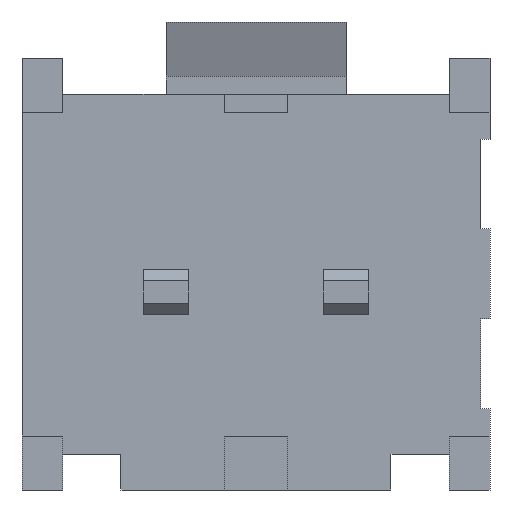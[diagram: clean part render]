
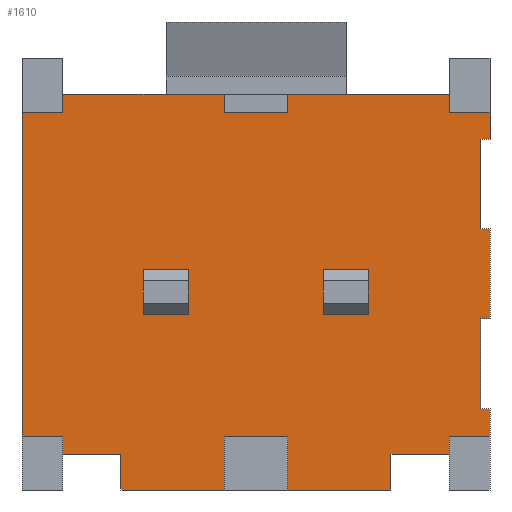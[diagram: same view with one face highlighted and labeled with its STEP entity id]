
A CAD part, front view. The second image highlights one B-rep face of the part: STEP entity #1610.
In plain terms, the highlighted planar face has unit normal (0, -1, 0).
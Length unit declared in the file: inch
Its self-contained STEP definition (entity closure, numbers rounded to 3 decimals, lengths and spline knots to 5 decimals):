
#34=FACE_OUTER_BOUND('',#117,.T.);
#117=EDGE_LOOP('',(#1077,#1078,#1079,#1080,#1081,#1082,#1083,#1084,#1085,
#1086,#1087,#1088,#1089,#1090,#1091,#1092,#1093,#1094,#1095,#1096,#1097,
#1098,#1099,#1100,#1101,#1102,#1103,#1104,#1105,#1106,#1107,#1108));
#198=LINE('',#2252,#432);
#199=LINE('',#2255,#433);
#205=LINE('',#2267,#439);
#206=LINE('',#2270,#440);
#210=LINE('',#2278,#444);
#213=LINE('',#2284,#447);
#215=LINE('',#2287,#449);
#216=LINE('',#2289,#450);
#217=LINE('',#2291,#451);
#218=LINE('',#2293,#452);
#219=LINE('',#2295,#453);
#220=LINE('',#2297,#454);
#221=LINE('',#2299,#455);
#222=LINE('',#2301,#456);
#223=LINE('',#2303,#457);
#224=LINE('',#2305,#458);
#225=LINE('',#2307,#459);
#226=LINE('',#2309,#460);
#227=LINE('',#2311,#461);
#228=LINE('',#2313,#462);
#229=LINE('',#2315,#463);
#230=LINE('',#2317,#464);
#231=LINE('',#2319,#465);
#232=LINE('',#2321,#466);
#233=LINE('',#2323,#467);
#234=LINE('',#2325,#468);
#235=LINE('',#2327,#469);
#236=LINE('',#2329,#470);
#237=LINE('',#2331,#471);
#238=LINE('',#2333,#472);
#239=LINE('',#2335,#473);
#240=LINE('',#2336,#474);
#432=VECTOR('',#1841,0.3937);
#433=VECTOR('',#1844,0.3937);
#439=VECTOR('',#1852,0.3937);
#440=VECTOR('',#1855,0.3937);
#444=VECTOR('',#1861,0.3937);
#447=VECTOR('',#1866,0.3937);
#449=VECTOR('',#1870,0.3937);
#450=VECTOR('',#1871,0.3937);
#451=VECTOR('',#1872,0.3937);
#452=VECTOR('',#1873,0.3937);
#453=VECTOR('',#1874,0.3937);
#454=VECTOR('',#1875,0.3937);
#455=VECTOR('',#1876,0.3937);
#456=VECTOR('',#1877,0.3937);
#457=VECTOR('',#1878,0.3937);
#458=VECTOR('',#1879,0.3937);
#459=VECTOR('',#1880,0.3937);
#460=VECTOR('',#1881,0.3937);
#461=VECTOR('',#1882,0.3937);
#462=VECTOR('',#1883,0.3937);
#463=VECTOR('',#1884,0.3937);
#464=VECTOR('',#1885,0.3937);
#465=VECTOR('',#1886,0.3937);
#466=VECTOR('',#1887,0.3937);
#467=VECTOR('',#1888,0.3937);
#468=VECTOR('',#1889,0.3937);
#469=VECTOR('',#1890,0.3937);
#470=VECTOR('',#1891,0.3937);
#471=VECTOR('',#1892,0.3937);
#472=VECTOR('',#1893,0.3937);
#473=VECTOR('',#1894,0.3937);
#474=VECTOR('',#1895,0.3937);
#664=VERTEX_POINT('',#2246);
#666=VERTEX_POINT('',#2250);
#667=VERTEX_POINT('',#2254);
#670=VERTEX_POINT('',#2261);
#672=VERTEX_POINT('',#2265);
#673=VERTEX_POINT('',#2269);
#675=VERTEX_POINT('',#2275);
#677=VERTEX_POINT('',#2281);
#679=VERTEX_POINT('',#2288);
#680=VERTEX_POINT('',#2290);
#681=VERTEX_POINT('',#2292);
#682=VERTEX_POINT('',#2294);
#683=VERTEX_POINT('',#2296);
#684=VERTEX_POINT('',#2298);
#685=VERTEX_POINT('',#2300);
#686=VERTEX_POINT('',#2302);
#687=VERTEX_POINT('',#2304);
#688=VERTEX_POINT('',#2306);
#689=VERTEX_POINT('',#2308);
#690=VERTEX_POINT('',#2310);
#691=VERTEX_POINT('',#2312);
#692=VERTEX_POINT('',#2314);
#693=VERTEX_POINT('',#2316);
#694=VERTEX_POINT('',#2318);
#695=VERTEX_POINT('',#2320);
#696=VERTEX_POINT('',#2322);
#697=VERTEX_POINT('',#2324);
#698=VERTEX_POINT('',#2326);
#699=VERTEX_POINT('',#2328);
#700=VERTEX_POINT('',#2330);
#701=VERTEX_POINT('',#2332);
#702=VERTEX_POINT('',#2334);
#822=EDGE_CURVE('',#664,#666,#198,.T.);
#823=EDGE_CURVE('',#666,#667,#199,.T.);
#829=EDGE_CURVE('',#670,#672,#205,.T.);
#830=EDGE_CURVE('',#672,#673,#206,.T.);
#834=EDGE_CURVE('',#667,#675,#210,.T.);
#837=EDGE_CURVE('',#673,#677,#213,.T.);
#839=EDGE_CURVE('',#670,#675,#215,.T.);
#840=EDGE_CURVE('',#679,#677,#216,.T.);
#841=EDGE_CURVE('',#680,#679,#217,.T.);
#842=EDGE_CURVE('',#680,#681,#218,.T.);
#843=EDGE_CURVE('',#681,#682,#219,.T.);
#844=EDGE_CURVE('',#682,#683,#220,.T.);
#845=EDGE_CURVE('',#684,#683,#221,.T.);
#846=EDGE_CURVE('',#684,#685,#222,.T.);
#847=EDGE_CURVE('',#685,#686,#223,.T.);
#848=EDGE_CURVE('',#686,#687,#224,.T.);
#849=EDGE_CURVE('',#688,#687,#225,.T.);
#850=EDGE_CURVE('',#689,#688,#226,.T.);
#851=EDGE_CURVE('',#689,#690,#227,.T.);
#852=EDGE_CURVE('',#690,#691,#228,.T.);
#853=EDGE_CURVE('',#691,#692,#229,.T.);
#854=EDGE_CURVE('',#692,#693,#230,.T.);
#855=EDGE_CURVE('',#694,#693,#231,.T.);
#856=EDGE_CURVE('',#694,#695,#232,.T.);
#857=EDGE_CURVE('',#695,#696,#233,.T.);
#858=EDGE_CURVE('',#696,#697,#234,.T.);
#859=EDGE_CURVE('',#698,#697,#235,.T.);
#860=EDGE_CURVE('',#698,#699,#236,.T.);
#861=EDGE_CURVE('',#699,#700,#237,.T.);
#862=EDGE_CURVE('',#700,#701,#238,.T.);
#863=EDGE_CURVE('',#701,#702,#239,.T.);
#864=EDGE_CURVE('',#664,#702,#240,.T.);
#1077=ORIENTED_EDGE('',*,*,#822,.T.);
#1078=ORIENTED_EDGE('',*,*,#823,.T.);
#1079=ORIENTED_EDGE('',*,*,#834,.T.);
#1080=ORIENTED_EDGE('',*,*,#839,.F.);
#1081=ORIENTED_EDGE('',*,*,#829,.T.);
#1082=ORIENTED_EDGE('',*,*,#830,.T.);
#1083=ORIENTED_EDGE('',*,*,#837,.T.);
#1084=ORIENTED_EDGE('',*,*,#840,.F.);
#1085=ORIENTED_EDGE('',*,*,#841,.F.);
#1086=ORIENTED_EDGE('',*,*,#842,.T.);
#1087=ORIENTED_EDGE('',*,*,#843,.T.);
#1088=ORIENTED_EDGE('',*,*,#844,.T.);
#1089=ORIENTED_EDGE('',*,*,#845,.F.);
#1090=ORIENTED_EDGE('',*,*,#846,.T.);
#1091=ORIENTED_EDGE('',*,*,#847,.T.);
#1092=ORIENTED_EDGE('',*,*,#848,.T.);
#1093=ORIENTED_EDGE('',*,*,#849,.F.);
#1094=ORIENTED_EDGE('',*,*,#850,.F.);
#1095=ORIENTED_EDGE('',*,*,#851,.T.);
#1096=ORIENTED_EDGE('',*,*,#852,.T.);
#1097=ORIENTED_EDGE('',*,*,#853,.T.);
#1098=ORIENTED_EDGE('',*,*,#854,.T.);
#1099=ORIENTED_EDGE('',*,*,#855,.F.);
#1100=ORIENTED_EDGE('',*,*,#856,.T.);
#1101=ORIENTED_EDGE('',*,*,#857,.T.);
#1102=ORIENTED_EDGE('',*,*,#858,.T.);
#1103=ORIENTED_EDGE('',*,*,#859,.F.);
#1104=ORIENTED_EDGE('',*,*,#860,.T.);
#1105=ORIENTED_EDGE('',*,*,#861,.T.);
#1106=ORIENTED_EDGE('',*,*,#862,.T.);
#1107=ORIENTED_EDGE('',*,*,#863,.T.);
#1108=ORIENTED_EDGE('',*,*,#864,.F.);
#1527=PLANE('',#1752);
#1610=ADVANCED_FACE('',(#34),#1527,.T.);
#1752=AXIS2_PLACEMENT_3D('',#2286,#1868,#1869);
#1841=DIRECTION('',(-1.,0.,0.));
#1844=DIRECTION('',(0.,0.,1.));
#1852=DIRECTION('',(-1.,0.,0.));
#1855=DIRECTION('',(0.,0.,1.));
#1861=DIRECTION('',(1.,0.,0.));
#1866=DIRECTION('',(1.,0.,0.));
#1868=DIRECTION('center_axis',(0.,-1.,0.));
#1869=DIRECTION('ref_axis',(0.,0.,-1.));
#1870=DIRECTION('',(0.,0.,-1.));
#1871=DIRECTION('',(0.,0.,-1.));
#1872=DIRECTION('',(1.,0.,0.));
#1873=DIRECTION('',(0.,0.,1.));
#1874=DIRECTION('',(-1.,0.,0.));
#1875=DIRECTION('',(0.,0.,-1.));
#1876=DIRECTION('',(1.,0.,0.));
#1877=DIRECTION('',(0.,0.,1.));
#1878=DIRECTION('',(-1.,0.,0.));
#1879=DIRECTION('',(0.,0.,-1.));
#1880=DIRECTION('',(1.,0.,0.));
#1881=DIRECTION('',(0.,0.,1.));
#1882=DIRECTION('',(1.,0.,0.));
#1883=DIRECTION('',(0.,0.,-1.));
#1884=DIRECTION('',(1.,0.,0.));
#1885=DIRECTION('',(0.,0.,-1.));
#1886=DIRECTION('',(-1.,0.,0.));
#1887=DIRECTION('',(0.,0.,1.));
#1888=DIRECTION('',(1.,0.,0.));
#1889=DIRECTION('',(0.,0.,-1.));
#1890=DIRECTION('',(-1.,0.,0.));
#1891=DIRECTION('',(0.,0.,1.));
#1892=DIRECTION('',(1.,0.,0.));
#1893=DIRECTION('',(0.,0.,1.));
#1894=DIRECTION('',(1.,0.,0.));
#1895=DIRECTION('',(0.,0.,-1.));
#2246=CARTESIAN_POINT('',(0.13,0.02,-0.075));
#2250=CARTESIAN_POINT('',(0.125,0.02,-0.075));
#2252=CARTESIAN_POINT('',(0.07,0.02,-0.075));
#2254=CARTESIAN_POINT('',(0.125,0.02,-0.025));
#2255=CARTESIAN_POINT('',(0.125,0.02,0.0075));
#2261=CARTESIAN_POINT('',(0.13,0.02,0.025));
#2265=CARTESIAN_POINT('',(0.125,0.02,0.025));
#2267=CARTESIAN_POINT('',(0.0675,0.02,0.025));
#2269=CARTESIAN_POINT('',(0.125,0.02,0.075));
#2270=CARTESIAN_POINT('',(0.125,0.02,0.0575));
#2275=CARTESIAN_POINT('',(0.13,0.02,-0.025));
#2278=CARTESIAN_POINT('',(0.0625,0.02,-0.025));
#2281=CARTESIAN_POINT('',(0.13,0.02,0.075));
#2284=CARTESIAN_POINT('',(0.0625,0.02,0.075));
#2286=CARTESIAN_POINT('Origin',(0.,0.02,0.09));
#2287=CARTESIAN_POINT('',(0.13,0.02,0.09));
#2288=CARTESIAN_POINT('',(0.13,0.02,0.09));
#2289=CARTESIAN_POINT('',(0.13,0.02,0.09));
#2290=CARTESIAN_POINT('',(0.1075,0.02,0.09));
#2291=CARTESIAN_POINT('',(0.,0.02,0.09));
#2292=CARTESIAN_POINT('',(0.1075,0.02,0.1));
#2293=CARTESIAN_POINT('',(0.1075,0.02,0.));
#2294=CARTESIAN_POINT('',(0.0175,0.02,0.1));
#2295=CARTESIAN_POINT('',(-0.05375,0.02,0.1));
#2296=CARTESIAN_POINT('',(0.0175,0.02,0.09));
#2297=CARTESIAN_POINT('',(0.0175,0.02,0.));
#2298=CARTESIAN_POINT('',(-0.0175,0.02,0.09));
#2299=CARTESIAN_POINT('',(0.,0.02,0.09));
#2300=CARTESIAN_POINT('',(-0.0175,0.02,0.1));
#2301=CARTESIAN_POINT('',(-0.0175,0.02,0.));
#2302=CARTESIAN_POINT('',(-0.1075,0.02,0.1));
#2303=CARTESIAN_POINT('',(-0.05375,0.02,0.1));
#2304=CARTESIAN_POINT('',(-0.1075,0.02,0.09));
#2305=CARTESIAN_POINT('',(-0.1075,0.02,0.));
#2306=CARTESIAN_POINT('',(-0.13,0.02,0.09));
#2307=CARTESIAN_POINT('',(0.,0.02,0.09));
#2308=CARTESIAN_POINT('',(-0.13,0.02,-0.09));
#2309=CARTESIAN_POINT('',(-0.13,0.02,0.09));
#2310=CARTESIAN_POINT('',(-0.1075,0.02,-0.09));
#2311=CARTESIAN_POINT('',(0.,0.02,-0.09));
#2312=CARTESIAN_POINT('',(-0.1075,0.02,-0.1));
#2313=CARTESIAN_POINT('',(-0.1075,0.02,0.));
#2314=CARTESIAN_POINT('',(-0.075,0.02,-0.1));
#2315=CARTESIAN_POINT('',(-0.0375,0.02,-0.1));
#2316=CARTESIAN_POINT('',(-0.075,0.02,-0.12));
#2317=CARTESIAN_POINT('',(-0.075,0.02,-0.015));
#2318=CARTESIAN_POINT('',(-0.0175,0.02,-0.12));
#2319=CARTESIAN_POINT('',(-0.00875,0.02,-0.12));
#2320=CARTESIAN_POINT('',(-0.0175,0.02,-0.09));
#2321=CARTESIAN_POINT('',(-0.0175,0.02,0.));
#2322=CARTESIAN_POINT('',(0.0175,0.02,-0.09));
#2323=CARTESIAN_POINT('',(0.,0.02,-0.09));
#2324=CARTESIAN_POINT('',(0.0175,0.02,-0.12));
#2325=CARTESIAN_POINT('',(0.0175,0.02,0.));
#2326=CARTESIAN_POINT('',(0.075,0.02,-0.12));
#2327=CARTESIAN_POINT('',(0.05375,0.02,-0.12));
#2328=CARTESIAN_POINT('',(0.075,0.02,-0.1));
#2329=CARTESIAN_POINT('',(0.075,0.02,-0.005));
#2330=CARTESIAN_POINT('',(0.1075,0.02,-0.1));
#2331=CARTESIAN_POINT('',(0.05375,0.02,-0.1));
#2332=CARTESIAN_POINT('',(0.1075,0.02,-0.09));
#2333=CARTESIAN_POINT('',(0.1075,0.02,0.));
#2334=CARTESIAN_POINT('',(0.13,0.02,-0.09));
#2335=CARTESIAN_POINT('',(0.,0.02,-0.09));
#2336=CARTESIAN_POINT('',(0.13,0.02,0.09));
